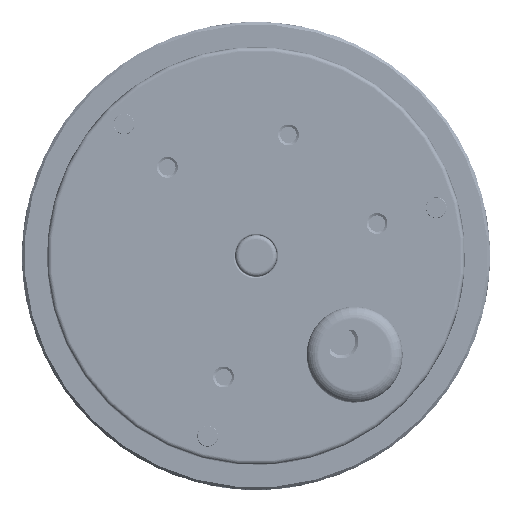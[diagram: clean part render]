
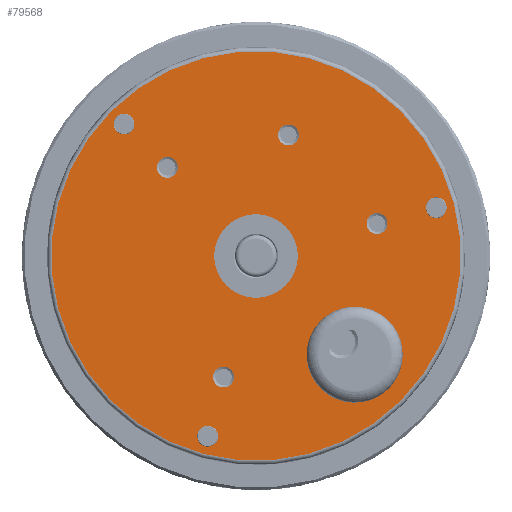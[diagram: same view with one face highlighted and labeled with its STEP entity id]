
A CAD part, left-side view. The second image highlights one B-rep face of the part: STEP entity #79568.
In plain terms, the highlighted face is planar.
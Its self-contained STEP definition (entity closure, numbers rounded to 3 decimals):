
#68530=CARTESIAN_POINT('',(0.,0.,3.));
#68531=DIRECTION('',(0.,0.,1.));
#68532=DIRECTION('',(1.,0.,0.));
#68533=AXIS2_PLACEMENT_3D('',#68530,#68531,#68532);
#68535=CARTESIAN_POINT('',(0.,0.,3.));
#68536=DIRECTION('',(0.,0.,1.));
#68537=DIRECTION('',(-1.,0.,0.));
#68538=AXIS2_PLACEMENT_3D('',#68535,#68536,#68537);
#68540=CARTESIAN_POINT('',(-12.99,-7.5,3.));
#68541=DIRECTION('',(0.,0.,-1.));
#68542=DIRECTION('',(1.,0.,0.));
#68543=AXIS2_PLACEMENT_3D('',#68540,#68541,#68542);
#68545=CARTESIAN_POINT('',(-12.99,-7.5,3.));
#68546=DIRECTION('',(0.,0.,-1.));
#68547=DIRECTION('',(-1.,0.,0.));
#68548=AXIS2_PLACEMENT_3D('',#68545,#68546,#68547);
#68550=CARTESIAN_POINT('',(19.334,11.163,3.));
#68551=DIRECTION('',(0.,0.,-1.));
#68552=DIRECTION('',(-1.,0.,0.));
#68553=AXIS2_PLACEMENT_3D('',#68550,#68551,#68552);
#68555=CARTESIAN_POINT('',(19.334,11.163,3.));
#68556=DIRECTION('',(0.,0.,-1.));
#68557=DIRECTION('',(1.,0.,0.));
#68558=AXIS2_PLACEMENT_3D('',#68555,#68556,#68557);
#68560=CARTESIAN_POINT('',(-12.99,7.5,3.));
#68561=DIRECTION('',(0.,0.,-1.));
#68562=DIRECTION('',(-1.,0.,0.));
#68563=AXIS2_PLACEMENT_3D('',#68560,#68561,#68562);
#68565=CARTESIAN_POINT('',(-12.99,7.5,3.));
#68566=DIRECTION('',(0.,0.,-1.));
#68567=DIRECTION('',(1.,0.,0.));
#68568=AXIS2_PLACEMENT_3D('',#68565,#68566,#68567);
#68570=CARTESIAN_POINT('',(-12.99,7.5,3.));
#68571=DIRECTION('',(0.,0.,-1.));
#68572=DIRECTION('',(0.5,0.866,0.));
#68573=AXIS2_PLACEMENT_3D('',#68570,#68571,#68572);
#68575=CARTESIAN_POINT('',(12.99,7.5,3.));
#68576=DIRECTION('',(0.,0.,-1.));
#68577=DIRECTION('',(1.,0.,0.));
#68578=AXIS2_PLACEMENT_3D('',#68575,#68576,#68577);
#68580=CARTESIAN_POINT('',(12.99,7.5,3.));
#68581=DIRECTION('',(0.,0.,-1.));
#68582=DIRECTION('',(-1.,0.,0.));
#68583=AXIS2_PLACEMENT_3D('',#68580,#68581,#68582);
#68585=CARTESIAN_POINT('',(12.99,7.5,3.));
#68586=DIRECTION('',(0.,0.,-1.));
#68587=DIRECTION('',(0.5,-0.866,0.));
#68588=AXIS2_PLACEMENT_3D('',#68585,#68586,#68587);
#68590=CARTESIAN_POINT('',(0.,-22.325,3.));
#68591=DIRECTION('',(0.,0.,-1.));
#68592=DIRECTION('',(-1.,0.,0.));
#68593=AXIS2_PLACEMENT_3D('',#68590,#68591,#68592);
#68595=CARTESIAN_POINT('',(0.,-22.325,3.));
#68596=DIRECTION('',(0.,0.,-1.));
#68597=DIRECTION('',(1.,0.,0.));
#68598=AXIS2_PLACEMENT_3D('',#68595,#68596,#68597);
#68600=CARTESIAN_POINT('',(-19.334,11.163,3.));
#68601=DIRECTION('',(0.,0.,-1.));
#68602=DIRECTION('',(-1.,0.,0.));
#68603=AXIS2_PLACEMENT_3D('',#68600,#68601,#68602);
#68605=CARTESIAN_POINT('',(-19.334,11.163,3.));
#68606=DIRECTION('',(0.,0.,-1.));
#68607=DIRECTION('',(1.,0.,0.));
#68608=AXIS2_PLACEMENT_3D('',#68605,#68606,#68607);
#68610=CARTESIAN_POINT('',(0.,-15.,3.));
#68611=DIRECTION('',(0.,0.,-1.));
#68612=DIRECTION('',(1.,0.,0.));
#68613=AXIS2_PLACEMENT_3D('',#68610,#68611,#68612);
#68615=CARTESIAN_POINT('',(0.,-15.,3.));
#68616=DIRECTION('',(0.,0.,-1.));
#68617=DIRECTION('',(-1.,0.,0.));
#68618=AXIS2_PLACEMENT_3D('',#68615,#68616,#68617);
#68620=CARTESIAN_POINT('',(0.,16.7,3.));
#68621=DIRECTION('',(0.,0.,-1.));
#68622=DIRECTION('',(1.,0.,0.));
#68623=AXIS2_PLACEMENT_3D('',#68620,#68621,#68622);
#68625=CARTESIAN_POINT('',(0.,16.7,3.));
#68626=DIRECTION('',(0.,0.,-1.));
#68627=DIRECTION('',(-1.,0.,0.));
#68628=AXIS2_PLACEMENT_3D('',#68625,#68626,#68627);
#68630=CARTESIAN_POINT('',(0.,0.,3.));
#68631=DIRECTION('',(0.,0.,-1.));
#68632=DIRECTION('',(-1.,0.,0.));
#68633=AXIS2_PLACEMENT_3D('',#68630,#68631,#68632);
#68635=CARTESIAN_POINT('',(0.,0.,3.));
#68636=DIRECTION('',(0.,0.,-1.));
#68637=DIRECTION('',(1.,0.,0.));
#68638=AXIS2_PLACEMENT_3D('',#68635,#68636,#68637);
#76317=CARTESIAN_POINT('',(13.615,6.417,3.));
#78831=CARTESIAN_POINT('',(-1.25,-22.325,3.));
#78832=CARTESIAN_POINT('',(1.25,-22.325,3.));
#78833=VERTEX_POINT('',#78831);
#78834=VERTEX_POINT('',#78832);
#78847=CARTESIAN_POINT('',(-5.,0.,3.));
#78848=CARTESIAN_POINT('',(5.,0.,3.));
#78849=VERTEX_POINT('',#78847);
#78850=VERTEX_POINT('',#78848);
#78859=CARTESIAN_POINT('',(-14.24,7.5,3.));
#78860=CARTESIAN_POINT('',(-12.365,8.583,3.));
#78861=VERTEX_POINT('',#78859);
#78862=VERTEX_POINT('',#78860);
#78893=VERTEX_POINT('',#76317);
#78896=CARTESIAN_POINT('',(-3.5,16.7,3.));
#78898=VERTEX_POINT('',#78896);
#78913=CARTESIAN_POINT('',(11.74,7.5,3.));
#78914=VERTEX_POINT('',#78913);
#78983=CARTESIAN_POINT('',(24.5,0.,3.));
#78984=CARTESIAN_POINT('',(-24.5,0.,3.));
#78985=VERTEX_POINT('',#78983);
#78986=VERTEX_POINT('',#78984);
#79020=CARTESIAN_POINT('',(-14.24,-7.5,3.));
#79022=VERTEX_POINT('',#79020);
#79023=CARTESIAN_POINT('',(14.24,7.5,3.));
#79024=VERTEX_POINT('',#79023);
#79046=CARTESIAN_POINT('',(1.25,-15.,3.));
#79047=VERTEX_POINT('',#79046);
#79058=CARTESIAN_POINT('',(-11.74,7.5,3.));
#79059=VERTEX_POINT('',#79058);
#79154=CARTESIAN_POINT('',(-1.25,-15.,3.));
#79156=VERTEX_POINT('',#79154);
#79159=CARTESIAN_POINT('',(-11.74,-7.5,3.));
#79160=VERTEX_POINT('',#79159);
#79171=CARTESIAN_POINT('',(3.5,16.7,3.));
#79172=VERTEX_POINT('',#79171);
#79225=CARTESIAN_POINT('',(-20.584,11.163,3.));
#79226=CARTESIAN_POINT('',(-18.084,11.163,3.));
#79227=VERTEX_POINT('',#79225);
#79228=VERTEX_POINT('',#79226);
#79330=CARTESIAN_POINT('',(20.584,11.163,3.));
#79331=VERTEX_POINT('',#79330);
#79345=CARTESIAN_POINT('',(18.084,11.163,3.));
#79346=VERTEX_POINT('',#79345);
#79501=CARTESIAN_POINT('',(0.,0.,3.));
#79502=DIRECTION('',(0.,0.,1.));
#79503=DIRECTION('',(1.,0.,0.));
#79504=AXIS2_PLACEMENT_3D('',#79501,#79502,#79503);
#79505=PLANE('',#79504);
#79507=ORIENTED_EDGE('',*,*,#79506,.F.);
#79509=ORIENTED_EDGE('',*,*,#79508,.F.);
#79510=EDGE_LOOP('',(#79507,#79509));
#79511=FACE_OUTER_BOUND('',#79510,.F.);
#79513=ORIENTED_EDGE('',*,*,#79512,.F.);
#79515=ORIENTED_EDGE('',*,*,#79514,.F.);
#79516=EDGE_LOOP('',(#79513,#79515));
#79517=FACE_BOUND('',#79516,.F.);
#79519=ORIENTED_EDGE('',*,*,#79518,.F.);
#79521=ORIENTED_EDGE('',*,*,#79520,.F.);
#79522=EDGE_LOOP('',(#79519,#79521));
#79523=FACE_BOUND('',#79522,.F.);
#79525=ORIENTED_EDGE('',*,*,#79524,.F.);
#79527=ORIENTED_EDGE('',*,*,#79526,.F.);
#79529=ORIENTED_EDGE('',*,*,#79528,.F.);
#79530=EDGE_LOOP('',(#79525,#79527,#79529));
#79531=FACE_BOUND('',#79530,.F.);
#79533=ORIENTED_EDGE('',*,*,#79532,.F.);
#79535=ORIENTED_EDGE('',*,*,#79534,.F.);
#79537=ORIENTED_EDGE('',*,*,#79536,.F.);
#79538=EDGE_LOOP('',(#79533,#79535,#79537));
#79539=FACE_BOUND('',#79538,.F.);
#79541=ORIENTED_EDGE('',*,*,#79540,.F.);
#79543=ORIENTED_EDGE('',*,*,#79542,.F.);
#79544=EDGE_LOOP('',(#79541,#79543));
#79545=FACE_BOUND('',#79544,.F.);
#79547=ORIENTED_EDGE('',*,*,#79546,.F.);
#79549=ORIENTED_EDGE('',*,*,#79548,.F.);
#79550=EDGE_LOOP('',(#79547,#79549));
#79551=FACE_BOUND('',#79550,.F.);
#79553=ORIENTED_EDGE('',*,*,#79552,.F.);
#79555=ORIENTED_EDGE('',*,*,#79554,.F.);
#79556=EDGE_LOOP('',(#79553,#79555));
#79557=FACE_BOUND('',#79556,.F.);
#79559=ORIENTED_EDGE('',*,*,#79558,.F.);
#79561=ORIENTED_EDGE('',*,*,#79560,.F.);
#79562=EDGE_LOOP('',(#79559,#79561));
#79563=FACE_BOUND('',#79562,.F.);
#79564=ORIENTED_EDGE('',*,*,#79494,.F.);
#79565=ORIENTED_EDGE('',*,*,#79481,.F.);
#79566=EDGE_LOOP('',(#79564,#79565));
#79567=FACE_BOUND('',#79566,.F.);
#68534=CIRCLE('',#68533,24.5);
#68539=CIRCLE('',#68538,24.5);
#68544=CIRCLE('',#68543,1.25);
#68549=CIRCLE('',#68548,1.25);
#68554=CIRCLE('',#68553,1.25);
#68559=CIRCLE('',#68558,1.25);
#68564=CIRCLE('',#68563,1.25);
#68569=CIRCLE('',#68568,1.25);
#68574=CIRCLE('',#68573,1.25);
#68579=CIRCLE('',#68578,1.25);
#68584=CIRCLE('',#68583,1.25);
#68589=CIRCLE('',#68588,1.25);
#68594=CIRCLE('',#68593,1.25);
#68599=CIRCLE('',#68598,1.25);
#68604=CIRCLE('',#68603,1.25);
#68609=CIRCLE('',#68608,1.25);
#68614=CIRCLE('',#68613,1.25);
#68619=CIRCLE('',#68618,1.25);
#68624=CIRCLE('',#68623,3.5);
#68629=CIRCLE('',#68628,3.5);
#68634=CIRCLE('',#68633,5.);
#68639=CIRCLE('',#68638,5.);
#79481=EDGE_CURVE('',#78850,#78849,#68639,.T.);
#79494=EDGE_CURVE('',#78849,#78850,#68634,.T.);
#79506=EDGE_CURVE('',#78985,#78986,#68534,.T.);
#79508=EDGE_CURVE('',#78986,#78985,#68539,.T.);
#79512=EDGE_CURVE('',#79160,#79022,#68544,.T.);
#79514=EDGE_CURVE('',#79022,#79160,#68549,.T.);
#79518=EDGE_CURVE('',#79346,#79331,#68554,.T.);
#79520=EDGE_CURVE('',#79331,#79346,#68559,.T.);
#79524=EDGE_CURVE('',#78861,#78862,#68564,.T.);
#79526=EDGE_CURVE('',#79059,#78861,#68569,.T.);
#79528=EDGE_CURVE('',#78862,#79059,#68574,.T.);
#79532=EDGE_CURVE('',#79024,#78893,#68579,.T.);
#79534=EDGE_CURVE('',#78914,#79024,#68584,.T.);
#79536=EDGE_CURVE('',#78893,#78914,#68589,.T.);
#79540=EDGE_CURVE('',#78833,#78834,#68594,.T.);
#79542=EDGE_CURVE('',#78834,#78833,#68599,.T.);
#79546=EDGE_CURVE('',#79227,#79228,#68604,.T.);
#79548=EDGE_CURVE('',#79228,#79227,#68609,.T.);
#79552=EDGE_CURVE('',#79047,#79156,#68614,.T.);
#79554=EDGE_CURVE('',#79156,#79047,#68619,.T.);
#79558=EDGE_CURVE('',#79172,#78898,#68624,.T.);
#79560=EDGE_CURVE('',#78898,#79172,#68629,.T.);
#79568=ADVANCED_FACE('',(#79511,#79517,#79523,#79531,#79539,#79545,#79551,
#79557,#79563,#79567),#79505,.T.);
